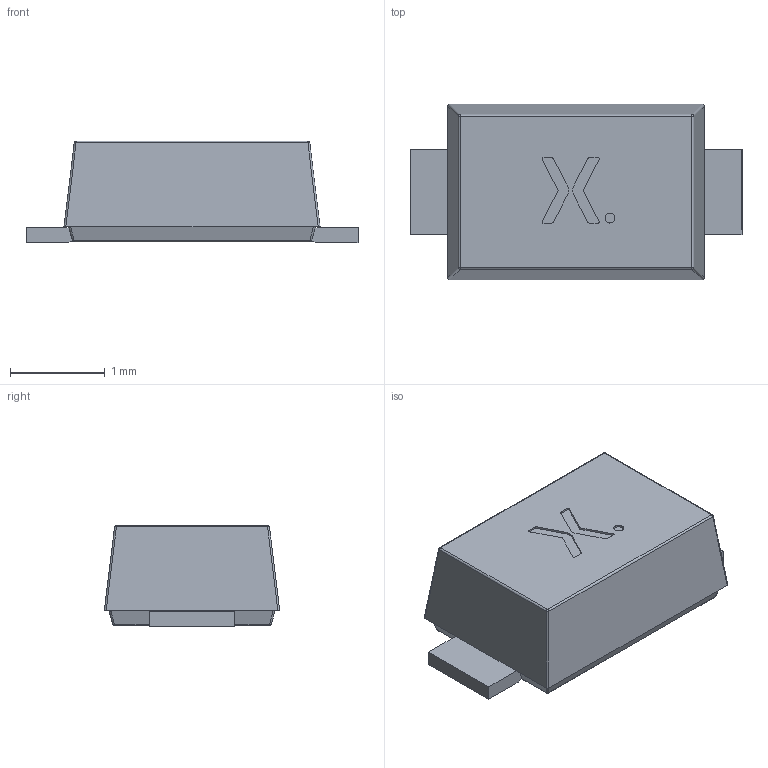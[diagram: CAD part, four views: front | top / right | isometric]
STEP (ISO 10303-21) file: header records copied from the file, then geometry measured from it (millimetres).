
FILE_DESCRIPTION(('FreeCAD Model'),'2;1');
FILE_NAME('Open CASCADE Shape Model','2025-02-08T09:22:04',(''),(''), 'Open CASCADE STEP processor 7.8','FreeCAD','Unknown');
FILE_SCHEMA(('AUTOMOTIVE_DESIGN { 1 0 10303 214 1 1 1 1 }'));
Length unit declared in the file: millimetre
Products named in the file (7): SOD123W; SOD123W Lower body; SOD123W Lead002; SOD123W Lead003; SOD123W Lead004; SOD123W Lead005; SOD123W Upper body
Assembly tree (8 placements, depth 3):
  SOD123W
    SOD123W Lower body
    SOD123W Lead002
      SOD123W Lead003
      SOD123W Lead004
    SOD123W Lead005
      SOD123W Lead003
      SOD123W Lead004
    SOD123W Upper body
Bounding box: 3.5 x 1.85 x 1.07 mm (x, y, z)
Volume: 5.5 mm3; surface area: 54.8 mm2
Topology: 6 solids, 6 shells, 199 faces, 530 edges, 336 vertices
Faces by surface type: plane 105, cylinder 86, sphere 8
Entity records: 5387 total; most frequent: CARTESIAN_POINT 1100, DIRECTION 814, ORIENTED_EDGE 812, EDGE_CURVE 406, AXIS2_PLACEMENT_3D 282, VERTEX_POINT 260, LINE 250, VECTOR 250
